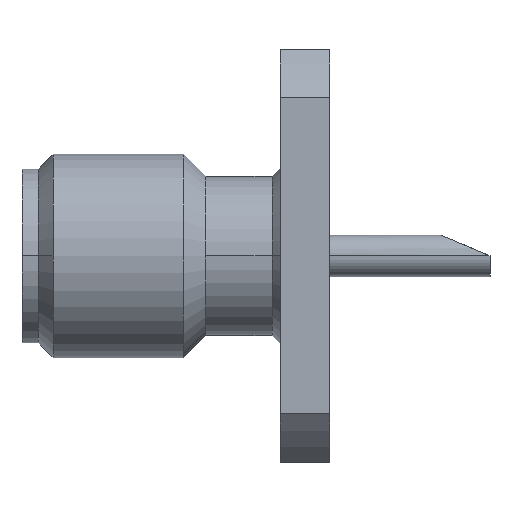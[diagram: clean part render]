
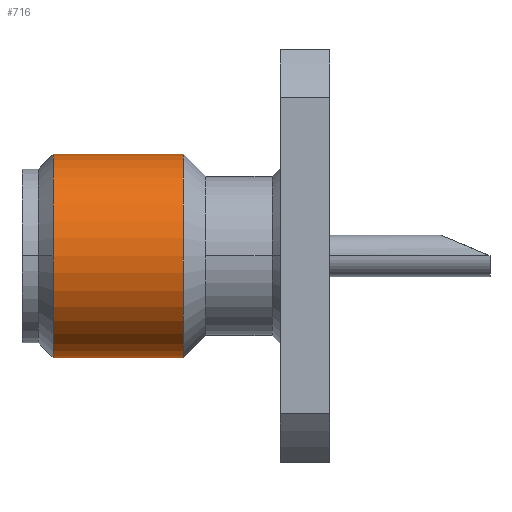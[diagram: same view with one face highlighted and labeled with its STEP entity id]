
A CAD part, top view. The second image highlights one B-rep face of the part: STEP entity #716.
In plain terms, the highlighted cylindrical face has radius 3.13 mm (diameter 6.26 mm), a partial arc.
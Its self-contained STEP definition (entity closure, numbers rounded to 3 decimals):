
#73 = ORIENTED_EDGE ( 'NONE', *, *, #1536, .F. ) ;
#83 = DIRECTION ( 'NONE',  ( -1., 0., 0. ) ) ;
#162 = ORIENTED_EDGE ( 'NONE', *, *, #1358, .T. ) ;
#196 = DIRECTION ( 'NONE',  ( 0., 0., 1. ) ) ;
#236 = CARTESIAN_POINT ( 'NONE',  ( -3.958, 0.013, 0. ) ) ;
#253 = CARTESIAN_POINT ( 'NONE',  ( -3.958, -3.117, 0. ) ) ;
#289 = ORIENTED_EDGE ( 'NONE', *, *, #1472, .T. ) ;
#466 = CARTESIAN_POINT ( 'NONE',  ( -3.958, 3.143, 0. ) ) ;
#519 = FACE_OUTER_BOUND ( 'NONE', #1834, .T. ) ;
#569 = DIRECTION ( 'NONE',  ( 0., 0., 1. ) ) ;
#588 = DIRECTION ( 'NONE',  ( -1., 0., 0. ) ) ;
#641 = VECTOR ( 'NONE', #83, 1000. ) ;
#663 = DIRECTION ( 'NONE',  ( -1., 0., 0. ) ) ;
#699 = CIRCLE ( 'NONE', #1553, 3.13 ) ;
#716 = ADVANCED_FACE ( 'NONE', ( #519 ), #1493, .T. ) ;
#754 = VECTOR ( 'NONE', #663, 1000. ) ;
#797 = CARTESIAN_POINT ( 'NONE',  ( -3.958, 0.013, 0. ) ) ;
#951 = ORIENTED_EDGE ( 'NONE', *, *, #1514, .F. ) ;
#1039 = CARTESIAN_POINT ( 'NONE',  ( 0.057, -3.117, 0. ) ) ;
#1095 = CARTESIAN_POINT ( 'NONE',  ( 0.057, 3.143, 0. ) ) ;
#1210 = DIRECTION ( 'NONE',  ( -1., 0., 0. ) ) ;
#1262 = LINE ( 'NONE', #1095, #754 ) ;
#1298 = AXIS2_PLACEMENT_3D ( 'NONE', #2260, #2266, #2314 ) ;
#1358 = EDGE_CURVE ( 'NONE', #1461, #2563, #1858, .T. ) ;
#1461 = VERTEX_POINT ( 'NONE', #1039 ) ;
#1472 = EDGE_CURVE ( 'NONE', #2563, #2440, #1262, .T. ) ;
#1483 = EDGE_CURVE ( 'NONE', #1813, #2440, #1802, .T. ) ;
#1493 = CYLINDRICAL_SURFACE ( 'NONE', #1298, 3.13 ) ;
#1514 = EDGE_CURVE ( 'NONE', #2116, #1813, #699, .T. ) ;
#1536 = EDGE_CURVE ( 'NONE', #1461, #2116, #2200, .T. ) ;
#1553 = AXIS2_PLACEMENT_3D ( 'NONE', #236, #1210, #196 ) ;
#1568 = AXIS2_PLACEMENT_3D ( 'NONE', #797, #588, #569 ) ;
#1673 = CARTESIAN_POINT ( 'NONE',  ( 0.057, -3.117, 0. ) ) ;
#1704 = CARTESIAN_POINT ( 'NONE',  ( -3.958, 0.013, 3.13 ) ) ;
#1802 = CIRCLE ( 'NONE', #1568, 3.13 ) ;
#1813 = VERTEX_POINT ( 'NONE', #1704 ) ;
#1834 = EDGE_LOOP ( 'NONE', ( #162, #289, #2385, #951, #73 ) ) ;
#1850 = AXIS2_PLACEMENT_3D ( 'NONE', #1931, #1898, #1890 ) ;
#1858 = CIRCLE ( 'NONE', #1850, 3.13 ) ;
#1890 = DIRECTION ( 'NONE',  ( 0., 0., 1. ) ) ;
#1898 = DIRECTION ( 'NONE',  ( -1., 0., 0. ) ) ;
#1931 = CARTESIAN_POINT ( 'NONE',  ( 0.057, 0.013, 0. ) ) ;
#2021 = CARTESIAN_POINT ( 'NONE',  ( 0.057, 3.143, 0. ) ) ;
#2116 = VERTEX_POINT ( 'NONE', #253 ) ;
#2200 = LINE ( 'NONE', #1673, #641 ) ;
#2260 = CARTESIAN_POINT ( 'NONE',  ( 0.057, 0.013, 0. ) ) ;
#2266 = DIRECTION ( 'NONE',  ( -1., 0., 0. ) ) ;
#2314 = DIRECTION ( 'NONE',  ( 0., -1., 0. ) ) ;
#2385 = ORIENTED_EDGE ( 'NONE', *, *, #1483, .F. ) ;
#2440 = VERTEX_POINT ( 'NONE', #466 ) ;
#2563 = VERTEX_POINT ( 'NONE', #2021 ) ;
